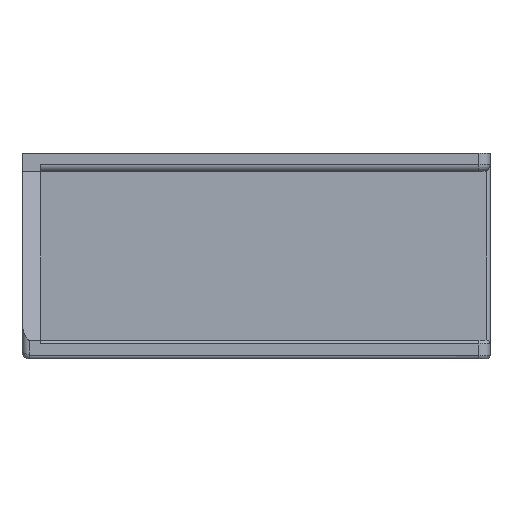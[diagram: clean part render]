
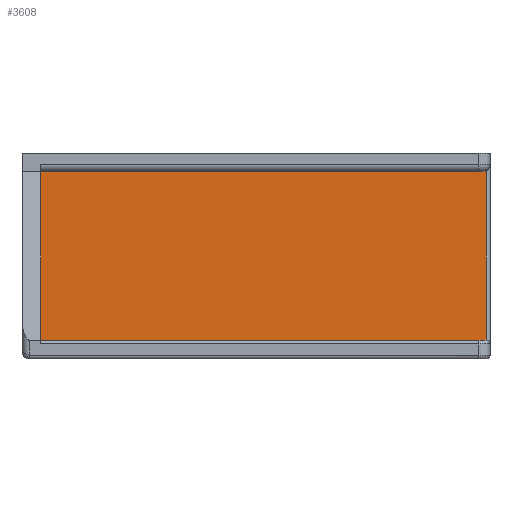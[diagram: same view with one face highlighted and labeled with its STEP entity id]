
A CAD part, left-side view. The second image highlights one B-rep face of the part: STEP entity #3608.
In plain terms, the highlighted planar face has unit normal (-1, 0, 0).
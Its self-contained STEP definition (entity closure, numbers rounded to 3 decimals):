
#2632 = CYLINDRICAL_SURFACE('',#2633,2.);
#2633 = AXIS2_PLACEMENT_3D('',#2634,#2635,#2636);
#2634 = CARTESIAN_POINT('',(-50.,-123.,47.));
#2635 = DIRECTION('',(-1.,0.,0.));
#2636 = DIRECTION('',(0.,-1.,0.));
#2826 = CYLINDRICAL_SURFACE('',#2827,1.);
#2827 = AXIS2_PLACEMENT_3D('',#2828,#2829,#2830);
#2828 = CARTESIAN_POINT('',(-49.,-124.,47.));
#2829 = DIRECTION('',(0.,0.,-1.));
#2830 = DIRECTION('',(0.,-1.,0.));
#2841 = EDGE_CURVE('',#2842,#2844,#2846,.T.);
#2842 = VERTEX_POINT('',#2843);
#2843 = CARTESIAN_POINT('',(-50.,-124.,45.268));
#2844 = VERTEX_POINT('',#2845);
#2845 = CARTESIAN_POINT('',(-50.,-123.,45.));
#2846 = SURFACE_CURVE('',#2847,(#2852,#2859),.PCURVE_S1.);
#2847 = CIRCLE('',#2848,2.);
#2848 = AXIS2_PLACEMENT_3D('',#2849,#2850,#2851);
#2849 = CARTESIAN_POINT('',(-50.,-123.,47.));
#2850 = DIRECTION('',(1.,0.,0.));
#2851 = DIRECTION('',(0.,-1.,0.));
#2852 = PCURVE('',#2632,#2853);
#2853 = DEFINITIONAL_REPRESENTATION('',(#2854),#2858);
#2854 = LINE('',#2855,#2856);
#2855 = CARTESIAN_POINT('',(0.,0.));
#2856 = VECTOR('',#2857,1.);
#2857 = DIRECTION('',(-1.,0.));
#2858 = ( GEOMETRIC_REPRESENTATION_CONTEXT(2) 
PARAMETRIC_REPRESENTATION_CONTEXT() REPRESENTATION_CONTEXT('2D SPACE',''
  ) );
#2859 = PCURVE('',#2860,#2865);
#2860 = PLANE('',#2861);
#2861 = AXIS2_PLACEMENT_3D('',#2862,#2863,#2864);
#2862 = CARTESIAN_POINT('',(-50.,-62.5,22.5));
#2863 = DIRECTION('',(-1.,0.,0.));
#2864 = DIRECTION('',(0.,0.,-1.));
#2865 = DEFINITIONAL_REPRESENTATION('',(#2866),#2874);
#2866 = ( BOUNDED_CURVE() B_SPLINE_CURVE(2,(#2867,#2868,#2869,#2870,
#2871,#2872,#2873),.UNSPECIFIED.,.T.,.F.) B_SPLINE_CURVE_WITH_KNOTS((1,2
    ,2,2,2,1),(-2.094,0.,2.094,4.189,
6.283,8.378),.UNSPECIFIED.) CURVE() 
GEOMETRIC_REPRESENTATION_ITEM() RATIONAL_B_SPLINE_CURVE((1.,0.5,1.,0.5,
1.,0.5,1.)) REPRESENTATION_ITEM('') );
#2867 = CARTESIAN_POINT('',(-24.5,62.5));
#2868 = CARTESIAN_POINT('',(-21.036,62.5));
#2869 = CARTESIAN_POINT('',(-22.768,59.5));
#2870 = CARTESIAN_POINT('',(-24.5,56.5));
#2871 = CARTESIAN_POINT('',(-26.232,59.5));
#2872 = CARTESIAN_POINT('',(-27.964,62.5));
#2873 = CARTESIAN_POINT('',(-24.5,62.5));
#2874 = ( GEOMETRIC_REPRESENTATION_CONTEXT(2) 
PARAMETRIC_REPRESENTATION_CONTEXT() REPRESENTATION_CONTEXT('2D SPACE',''
  ) );
#2892 = PLANE('',#2893);
#2893 = AXIS2_PLACEMENT_3D('',#2894,#2895,#2896);
#2894 = CARTESIAN_POINT('',(-55.,-62.5,45.));
#2895 = DIRECTION('',(0.,0.,1.));
#2896 = DIRECTION('',(1.,0.,0.));
#3370 = VERTEX_POINT('',#3371);
#3371 = CARTESIAN_POINT('',(-50.,-124.,0.));
#3436 = PLANE('',#3437);
#3437 = AXIS2_PLACEMENT_3D('',#3438,#3439,#3440);
#3438 = CARTESIAN_POINT('',(-62.5,-62.5,0.));
#3439 = DIRECTION('',(0.,0.,1.));
#3440 = DIRECTION('',(1.,0.,0.));
#3608 = ADVANCED_FACE('',(#3609),#2860,.T.);
#3609 = FACE_BOUND('',#3610,.F.);
#3610 = EDGE_LOOP('',(#3611,#3612,#3633,#3656,#3684));
#3611 = ORIENTED_EDGE('',*,*,#2841,.F.);
#3612 = ORIENTED_EDGE('',*,*,#3613,.T.);
#3613 = EDGE_CURVE('',#2842,#3370,#3614,.T.);
#3614 = SURFACE_CURVE('',#3615,(#3619,#3626),.PCURVE_S1.);
#3615 = LINE('',#3616,#3617);
#3616 = CARTESIAN_POINT('',(-50.,-124.,47.));
#3617 = VECTOR('',#3618,1.);
#3618 = DIRECTION('',(0.,0.,-1.));
#3619 = PCURVE('',#2860,#3620);
#3620 = DEFINITIONAL_REPRESENTATION('',(#3621),#3625);
#3621 = LINE('',#3622,#3623);
#3622 = CARTESIAN_POINT('',(-24.5,61.5));
#3623 = VECTOR('',#3624,1.);
#3624 = DIRECTION('',(1.,0.));
#3625 = ( GEOMETRIC_REPRESENTATION_CONTEXT(2) 
PARAMETRIC_REPRESENTATION_CONTEXT() REPRESENTATION_CONTEXT('2D SPACE',''
  ) );
#3626 = PCURVE('',#2826,#3627);
#3627 = DEFINITIONAL_REPRESENTATION('',(#3628),#3632);
#3628 = LINE('',#3629,#3630);
#3629 = CARTESIAN_POINT('',(1.571,0.));
#3630 = VECTOR('',#3631,1.);
#3631 = DIRECTION('',(0.,1.));
#3632 = ( GEOMETRIC_REPRESENTATION_CONTEXT(2) 
PARAMETRIC_REPRESENTATION_CONTEXT() REPRESENTATION_CONTEXT('2D SPACE',''
  ) );
#3633 = ORIENTED_EDGE('',*,*,#3634,.T.);
#3634 = EDGE_CURVE('',#3370,#3635,#3637,.T.);
#3635 = VERTEX_POINT('',#3636);
#3636 = CARTESIAN_POINT('',(-50.,-5.,0.));
#3637 = SURFACE_CURVE('',#3638,(#3642,#3649),.PCURVE_S1.);
#3638 = LINE('',#3639,#3640);
#3639 = CARTESIAN_POINT('',(-50.,-125.,0.));
#3640 = VECTOR('',#3641,1.);
#3641 = DIRECTION('',(0.,1.,0.));
#3642 = PCURVE('',#2860,#3643);
#3643 = DEFINITIONAL_REPRESENTATION('',(#3644),#3648);
#3644 = LINE('',#3645,#3646);
#3645 = CARTESIAN_POINT('',(22.5,62.5));
#3646 = VECTOR('',#3647,1.);
#3647 = DIRECTION('',(-0.,-1.));
#3648 = ( GEOMETRIC_REPRESENTATION_CONTEXT(2) 
PARAMETRIC_REPRESENTATION_CONTEXT() REPRESENTATION_CONTEXT('2D SPACE',''
  ) );
#3649 = PCURVE('',#3436,#3650);
#3650 = DEFINITIONAL_REPRESENTATION('',(#3651),#3655);
#3651 = LINE('',#3652,#3653);
#3652 = CARTESIAN_POINT('',(12.5,-62.5));
#3653 = VECTOR('',#3654,1.);
#3654 = DIRECTION('',(-0.,1.));
#3655 = ( GEOMETRIC_REPRESENTATION_CONTEXT(2) 
PARAMETRIC_REPRESENTATION_CONTEXT() REPRESENTATION_CONTEXT('2D SPACE',''
  ) );
#3656 = ORIENTED_EDGE('',*,*,#3657,.T.);
#3657 = EDGE_CURVE('',#3635,#3658,#3660,.T.);
#3658 = VERTEX_POINT('',#3659);
#3659 = CARTESIAN_POINT('',(-50.,-5.,45.));
#3660 = SURFACE_CURVE('',#3661,(#3665,#3672),.PCURVE_S1.);
#3661 = LINE('',#3662,#3663);
#3662 = CARTESIAN_POINT('',(-50.,-5.,22.5));
#3663 = VECTOR('',#3664,1.);
#3664 = DIRECTION('',(0.,0.,1.));
#3665 = PCURVE('',#2860,#3666);
#3666 = DEFINITIONAL_REPRESENTATION('',(#3667),#3671);
#3667 = LINE('',#3668,#3669);
#3668 = CARTESIAN_POINT('',(0.,-57.5));
#3669 = VECTOR('',#3670,1.);
#3670 = DIRECTION('',(-1.,0.));
#3671 = ( GEOMETRIC_REPRESENTATION_CONTEXT(2) 
PARAMETRIC_REPRESENTATION_CONTEXT() REPRESENTATION_CONTEXT('2D SPACE',''
  ) );
#3672 = PCURVE('',#3673,#3678);
#3673 = PLANE('',#3674);
#3674 = AXIS2_PLACEMENT_3D('',#3675,#3676,#3677);
#3675 = CARTESIAN_POINT('',(-62.5,-5.,22.5));
#3676 = DIRECTION('',(0.,1.,0.));
#3677 = DIRECTION('',(0.,0.,-1.));
#3678 = DEFINITIONAL_REPRESENTATION('',(#3679),#3683);
#3679 = LINE('',#3680,#3681);
#3680 = CARTESIAN_POINT('',(0.,-12.5));
#3681 = VECTOR('',#3682,1.);
#3682 = DIRECTION('',(-1.,0.));
#3683 = ( GEOMETRIC_REPRESENTATION_CONTEXT(2) 
PARAMETRIC_REPRESENTATION_CONTEXT() REPRESENTATION_CONTEXT('2D SPACE',''
  ) );
#3684 = ORIENTED_EDGE('',*,*,#3685,.T.);
#3685 = EDGE_CURVE('',#3658,#2844,#3686,.T.);
#3686 = SURFACE_CURVE('',#3687,(#3691,#3698),.PCURVE_S1.);
#3687 = LINE('',#3688,#3689);
#3688 = CARTESIAN_POINT('',(-50.,0.,45.));
#3689 = VECTOR('',#3690,1.);
#3690 = DIRECTION('',(0.,-1.,0.));
#3691 = PCURVE('',#2860,#3692);
#3692 = DEFINITIONAL_REPRESENTATION('',(#3693),#3697);
#3693 = LINE('',#3694,#3695);
#3694 = CARTESIAN_POINT('',(-22.5,-62.5));
#3695 = VECTOR('',#3696,1.);
#3696 = DIRECTION('',(-0.,1.));
#3697 = ( GEOMETRIC_REPRESENTATION_CONTEXT(2) 
PARAMETRIC_REPRESENTATION_CONTEXT() REPRESENTATION_CONTEXT('2D SPACE',''
  ) );
#3698 = PCURVE('',#2892,#3699);
#3699 = DEFINITIONAL_REPRESENTATION('',(#3700),#3704);
#3700 = LINE('',#3701,#3702);
#3701 = CARTESIAN_POINT('',(5.,62.5));
#3702 = VECTOR('',#3703,1.);
#3703 = DIRECTION('',(-0.,-1.));
#3704 = ( GEOMETRIC_REPRESENTATION_CONTEXT(2) 
PARAMETRIC_REPRESENTATION_CONTEXT() REPRESENTATION_CONTEXT('2D SPACE',''
  ) );
